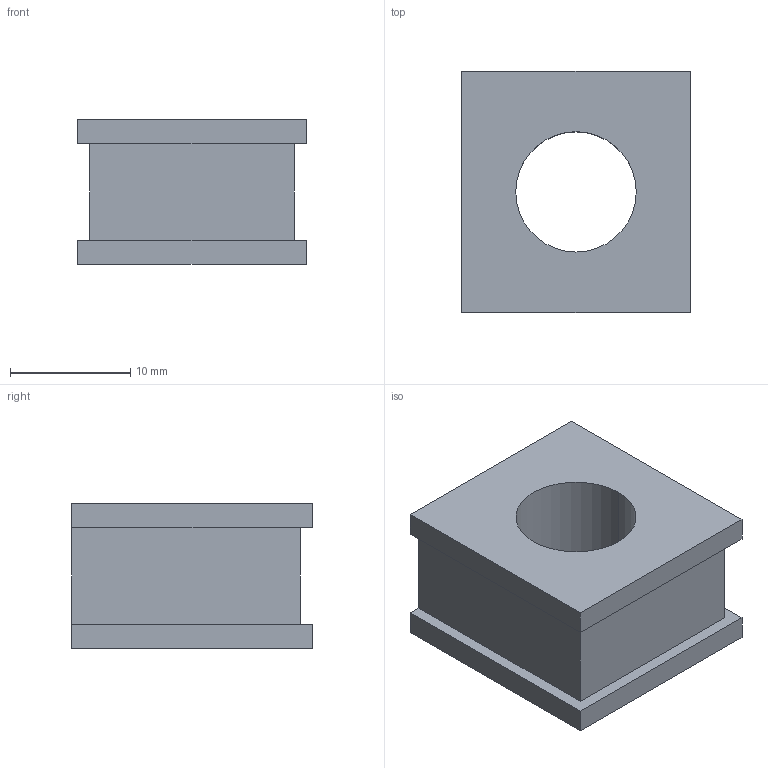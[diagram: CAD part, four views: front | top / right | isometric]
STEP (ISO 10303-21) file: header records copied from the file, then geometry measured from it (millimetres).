
FILE_DESCRIPTION(('STEP AP242'),'1');
FILE_NAME('42510.stp','2020-06-03T13:20:51',('TraceParts'),('TraceParts S.A.'),'Spatial InterOp 3D',' ',' ');
FILE_SCHEMA(('AP242_MANAGED_MODEL_BASED_3D_ENGINEERING_MIM_LF {1 0 10303 442 1 1 4}'));
Length unit declared in the file: millimetre
Products named in the file (1): 42510
Bounding box: 19 x 20 x 12 mm (x, y, z)
Volume: 3161.5 mm3; surface area: 1981.9 mm2
Topology: 1 solids, 1 shells, 16 faces, 42 edges, 28 vertices
Faces by surface type: plane 14, cylinder 2
Entity records: 647 total; most frequent: CARTESIAN_POINT 87, ORIENTED_EDGE 84, DIRECTION 80, EDGE_CURVE 42, LINE 38, VECTOR 38, VERTEX_POINT 28, AXIS2_PLACEMENT_3D 21
